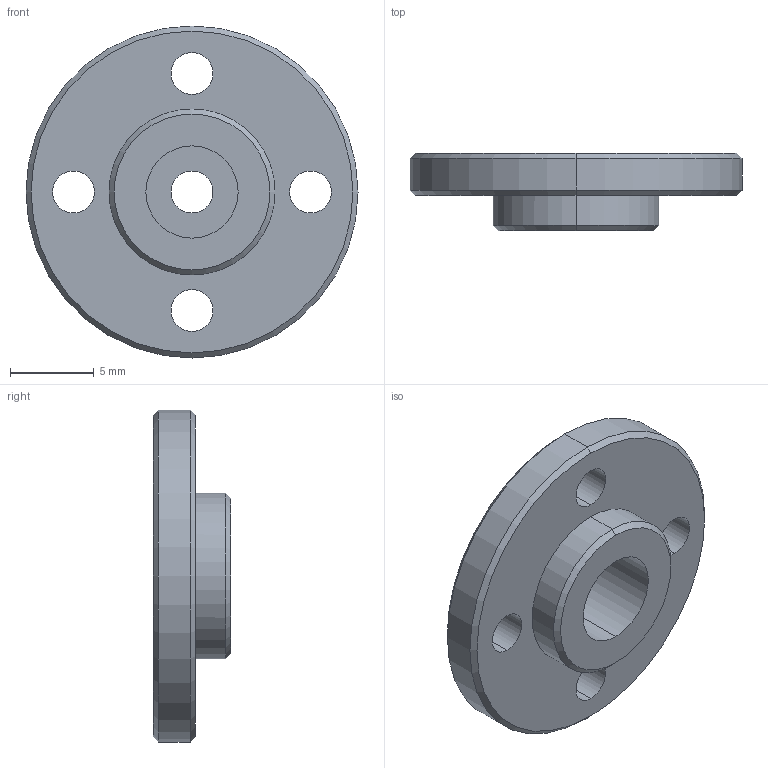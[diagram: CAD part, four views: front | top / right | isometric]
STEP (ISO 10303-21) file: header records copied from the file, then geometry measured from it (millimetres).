
FILE_DESCRIPTION (( 'STEP AP214' ), '1' );
FILE_NAME ('嗆儂嗆攫.step', '2025-04-15T06:16:27', ( '' ), ( '' ), 'SwSTEP 2.0', 'SolidWorks 2024', '' );
FILE_SCHEMA (( 'AUTOMOTIVE_DESIGN' ));
Length unit declared in the file: millimetre
Products named in the file (1): 舵机舵盘
Bounding box: 19.8 x 4.6 x 19.8 mm (x, y, z)
Volume: 775.5 mm3; surface area: 912.6 mm2
Topology: 1 solids, 1 shells, 36 faces, 80 edges, 48 vertices
Faces by surface type: cylinder 16, cone 16, plane 4
Entity records: 1047 total; most frequent: DIRECTION 202, CARTESIAN_POINT 165, ORIENTED_EDGE 160, AXIS2_PLACEMENT_3D 85, EDGE_CURVE 80, EDGE_LOOP 48, CIRCLE 48, VERTEX_POINT 48
